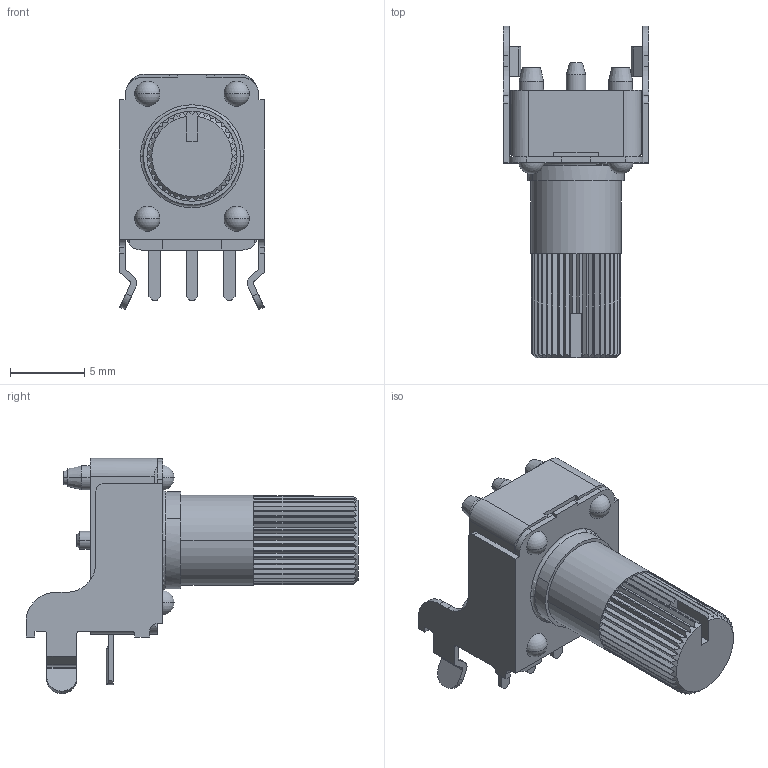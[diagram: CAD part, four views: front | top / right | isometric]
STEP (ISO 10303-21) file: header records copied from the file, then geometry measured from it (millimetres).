
FILE_DESCRIPTION (( 'STEP AP214' ), '1' );
FILE_NAME ('RK09K1110-K20.STEP', '2012-01-17T00:37:49', ( '' ), ( '' ), 'SwSTEP 2.0', 'SolidWorks 2010', '' );
FILE_SCHEMA (( 'AUTOMOTIVE_DESIGN' ));
Length unit declared in the file: millimetre
Products named in the file (1): RK09K1110-K20
Bounding box: 9.8 x 22.3 x 15.8 mm (x, y, z)
Volume: 926.3 mm3; surface area: 1078.4 mm2
Topology: 1 solids, 1 shells, 323 faces, 893 edges, 582 vertices
Faces by surface type: plane 184, cylinder 101, cone 25, sphere 11, torus 2
Entity records: 13932 total; most frequent: CARTESIAN_POINT 2100, ORIENTED_EDGE 1764, DIRECTION 1687, EDGE_CURVE 882, VERTEX_POINT 582, AXIS2_PLACEMENT_3D 573, LINE 541, VECTOR 541
